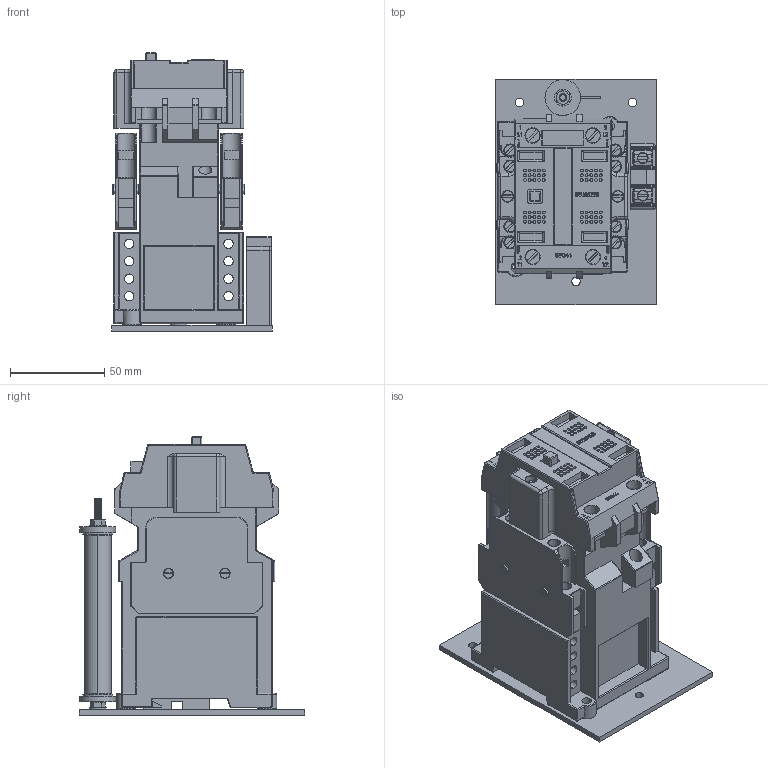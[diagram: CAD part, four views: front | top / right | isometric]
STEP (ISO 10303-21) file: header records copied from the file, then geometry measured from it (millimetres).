
FILE_DESCRIPTION(('STEP AP214'),'1');
FILE_NAME('cctmp_0D3A53F8-01B5-4024-B9FF-5F89B780AEA2_2023_07_21_14_25_24_0083..stp','2023-07-21T12:25:26',('SIEMENS A&D'),('CADClick - www.CADClick.com'),'Spatial InterOp 3D postprocessed',' ','unknown authorization');
FILE_SCHEMA(('AUTOMOTIVE_DESIGN'));
Length unit declared in the file: millimetre
Products named in the file (1): 2023_07_21_14_25_23_0973
Bounding box: 85 x 120 x 147.8 mm (x, y, z)
Volume: 629581.7 mm3; surface area: 128681.8 mm2
Topology: 1 solids, 5 shells, 2176 faces, 5502 edges, 3414 vertices
Faces by surface type: plane 818, cylinder 752, torus 256, bspline 206, sphere 82, cone 62
Entity records: 82756 total; most frequent: CARTESIAN_POINT 25748, ORIENTED_EDGE 10856, DIRECTION 10103, EDGE_CURVE 5428, AXIS2_PLACEMENT_3D 3721, VERTEX_POINT 3414, LINE 2661, VECTOR 2661
